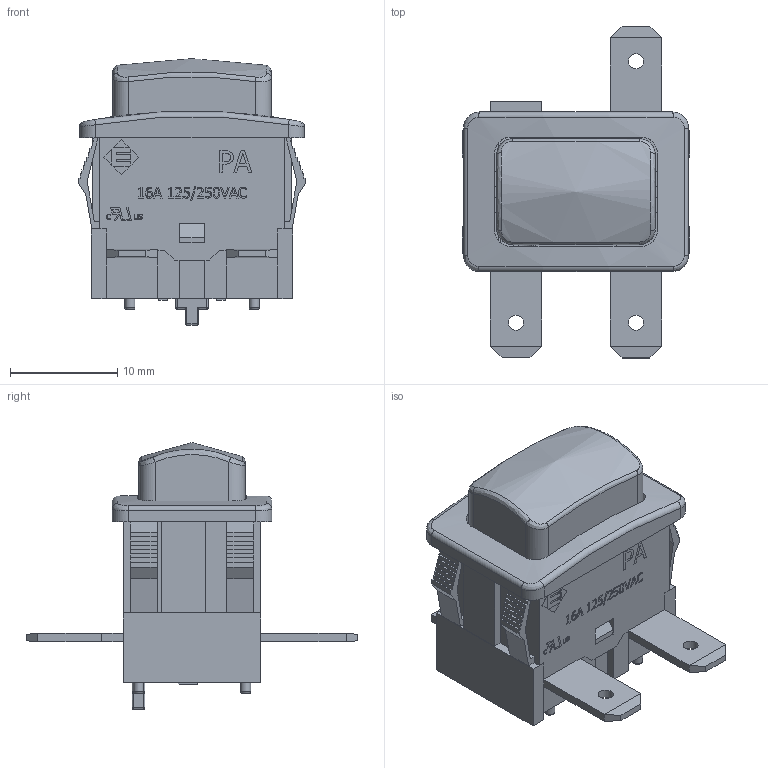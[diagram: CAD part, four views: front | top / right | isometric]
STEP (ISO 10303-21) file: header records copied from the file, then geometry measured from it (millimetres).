
FILE_DESCRIPTION(/* description */ (''),/* implementation_level */ '2;1');
FILE_NAME(/* name */ 'PA4C12C1100.stp',/* time_stamp */ '2026-01-18T18:35:48-06:00',/* author */ ('jmeyers'),/* organization */ (''),/* preprocessor_version */ 'ST-DEVELOPER v18.1',/* originating_system */ 'Autodesk Inventor 2022',/* authorisation */ '');
FILE_SCHEMA (('AUTOMOTIVE_DESIGN { 1 0 10303 214 3 1 1 }'));
Length unit declared in the file: inch
Products named in the file (1): Part49
Bounding box: 21.2 x 31 x 24.9 mm (x, y, z)
Volume: 2539.7 mm3; surface area: 5912.1 mm2
Topology: 1 solids, 1 shells, 1222 faces, 3512 edges, 2292 vertices
Faces by surface type: plane 924, bspline 182, cylinder 100, torus 8, sphere 8
Full cylindrical faces by diameter (mm): 0.95 x4, 1.4 x3, 2.5 x2, 3 x1
Entity records: 41372 total; most frequent: CARTESIAN_POINT 10259, ORIENTED_EDGE 7024, DIRECTION 5471, EDGE_CURVE 3512, LINE 2901, VECTOR 2901, VERTEX_POINT 2292, EDGE_LOOP 1314
